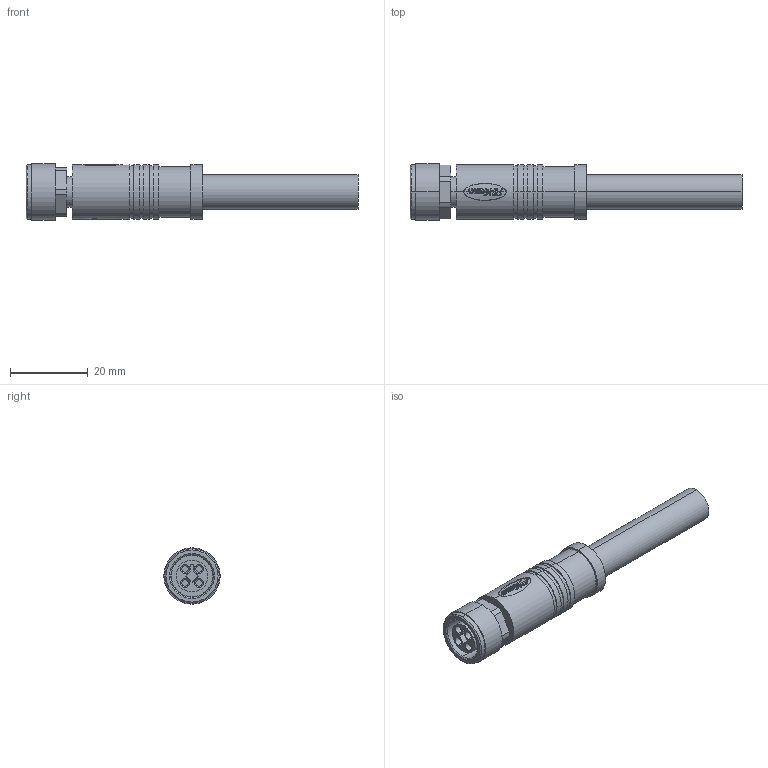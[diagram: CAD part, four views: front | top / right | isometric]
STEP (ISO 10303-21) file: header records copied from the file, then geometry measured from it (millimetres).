
FILE_DESCRIPTION (( 'STEP AP203' ), '1' );
FILE_NAME ('P128.STEP', '2020-03-31T03:45:49', ( 'edpusr' ), ( 'Microsoft' ), 'SwSTEP 2.0', 'SolidWorks 2015', '' );
FILE_SCHEMA (( 'CONFIG_CONTROL_DESIGN' ));
Length unit declared in the file: millimetre
Products named in the file (1): P128
Bounding box: 85.4 x 14.5 x 14.5 mm (x, y, z)
Volume: 8751.8 mm3; surface area: 4521 mm2
Topology: 1 solids, 5 shells, 364 faces, 962 edges, 630 vertices
Faces by surface type: bspline 172, cylinder 105, plane 75, cone 12
Entity records: 16297 total; most frequent: CARTESIAN_POINT 8410, ORIENTED_EDGE 1924, DIRECTION 1084, EDGE_CURVE 962, VERTEX_POINT 630, VECTOR 408, LINE 408, B_SPLINE_CURVE_WITH_KNOTS 403
